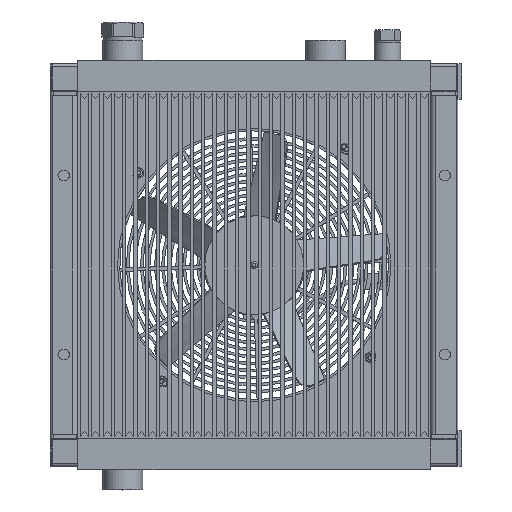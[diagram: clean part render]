
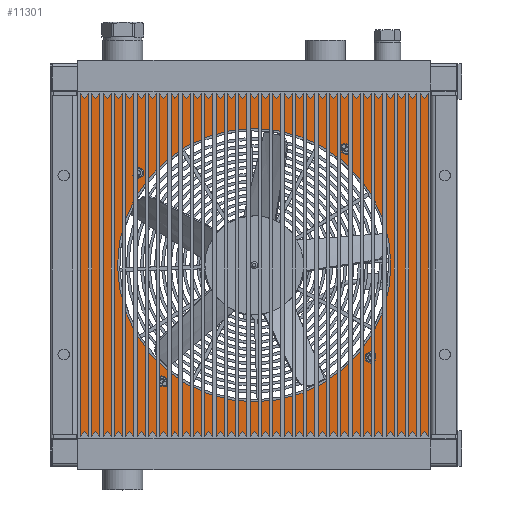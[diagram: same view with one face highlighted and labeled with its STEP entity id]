
A CAD part, top view. The second image highlights one B-rep face of the part: STEP entity #11301.
In plain terms, the highlighted planar face has unit normal (0, 0, 1).
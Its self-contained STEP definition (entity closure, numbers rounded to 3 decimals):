
#6038=CARTESIAN_POINT('',(132.084,-99.72,-91.));
#6039=VERTEX_POINT('',#6038);
#6047=CARTESIAN_POINT('',(136.328,-103.883,-91.));
#6048=VERTEX_POINT('',#6047);
#6049=CARTESIAN_POINT('',(131.478,-104.582,-91.0));
#6050=DIRECTION('',(0.,0.,-1.));
#6051=DIRECTION('',(0.866,0.5,0.));
#6052=AXIS2_PLACEMENT_3D('',#6049,#6050,#6051);
#6053=CIRCLE('',#6052,4.9);
#6054=EDGE_CURVE('',#6048,#6039,#6053,.T.);
#6340=CARTESIAN_POINT('',(134.49,-101.513,-91.));
#6341=DIRECTION('',(0.0,0.0,1.0));
#6342=DIRECTION('',(0.0,1.0,0.0));
#6343=AXIS2_PLACEMENT_3D('',#6340,#6341,#6342);
#6344=CIRCLE('',#6343,3.);
#6345=EDGE_CURVE('',#6048,#6039,#6344,.T.);
#6649=CARTESIAN_POINT('',(99.72,132.084,-91.0));
#6650=VERTEX_POINT('',#6649);
#6658=CARTESIAN_POINT('',(103.883,136.328,-91.0));
#6659=VERTEX_POINT('',#6658);
#6660=CARTESIAN_POINT('',(104.582,131.478,-91.0));
#6661=DIRECTION('',(0.,0.,-1.));
#6662=DIRECTION('',(0.866,-0.5,0.));
#6663=AXIS2_PLACEMENT_3D('',#6660,#6661,#6662);
#6664=CIRCLE('',#6663,4.9);
#6665=EDGE_CURVE('',#6659,#6650,#6664,.T.);
#6951=CARTESIAN_POINT('',(101.513,134.49,-91.));
#6952=DIRECTION('',(0.,0.,1.0));
#6953=DIRECTION('',(-0.008,1.,0.));
#6954=AXIS2_PLACEMENT_3D('',#6951,#6952,#6953);
#6955=CIRCLE('',#6954,3.);
#6956=EDGE_CURVE('',#6659,#6650,#6955,.T.);
#7260=CARTESIAN_POINT('',(-132.084,99.72,-91.0));
#7261=VERTEX_POINT('',#7260);
#7269=CARTESIAN_POINT('',(-136.328,103.883,-91.0));
#7270=VERTEX_POINT('',#7269);
#7271=CARTESIAN_POINT('',(-131.478,104.582,-91.0));
#7272=DIRECTION('',(0.,0.,-1.));
#7273=DIRECTION('',(0.866,0.5,0.));
#7274=AXIS2_PLACEMENT_3D('',#7271,#7272,#7273);
#7275=CIRCLE('',#7274,4.9);
#7276=EDGE_CURVE('',#7270,#7261,#7275,.T.);
#7562=CARTESIAN_POINT('',(-134.49,101.513,-91.));
#7563=DIRECTION('',(0.0,0.0,1.0));
#7564=DIRECTION('',(0.0,1.0,0.0));
#7565=AXIS2_PLACEMENT_3D('',#7562,#7563,#7564);
#7566=CIRCLE('',#7565,3.);
#7567=EDGE_CURVE('',#7270,#7261,#7566,.T.);
#7871=CARTESIAN_POINT('',(-99.72,-132.084,-91.0));
#7872=VERTEX_POINT('',#7871);
#7880=CARTESIAN_POINT('',(-103.883,-136.328,-91.0));
#7881=VERTEX_POINT('',#7880);
#7882=CARTESIAN_POINT('',(-104.582,-131.478,-91.0));
#7883=DIRECTION('',(0.,0.,-1.));
#7884=DIRECTION('',(0.866,0.5,0.));
#7885=AXIS2_PLACEMENT_3D('',#7882,#7883,#7884);
#7886=CIRCLE('',#7885,4.9);
#7887=EDGE_CURVE('',#7881,#7872,#7886,.T.);
#8173=CARTESIAN_POINT('',(-101.513,-134.49,-91.));
#8174=DIRECTION('',(0.0,0.0,1.0));
#8175=DIRECTION('',(0.0,1.0,0.0));
#8176=AXIS2_PLACEMENT_3D('',#8173,#8174,#8175);
#8177=CIRCLE('',#8176,3.);
#8178=EDGE_CURVE('',#7881,#7872,#8177,.T.);
#10205=CARTESIAN_POINT('',(-228.,-225.0,-91.0));
#10206=VERTEX_POINT('',#10205);
#10481=CARTESIAN_POINT('',(228.,225.,-91.0));
#10482=VERTEX_POINT('',#10481);
#10820=CARTESIAN_POINT('',(0.,-155.,-91.0));
#10821=VERTEX_POINT('',#10820);
#10822=CARTESIAN_POINT('',(0.0,0.,-91.));
#10823=DIRECTION('',(0.0,0.0,-1.0));
#10824=DIRECTION('',(0.0,-1.0,0.0));
#10825=AXIS2_PLACEMENT_3D('',#10822,#10823,#10824);
#10826=CIRCLE('',#10825,155.0);
#10827=EDGE_CURVE('',#10821,#10821,#10826,.T.);
#11062=CARTESIAN_POINT('',(228.,-225.,-91.0));
#11063=VERTEX_POINT('',#11062);
#11070=CARTESIAN_POINT('',(-228.,-225.0,-91.0));
#11071=DIRECTION('',(1.0,0.0,0.0));
#11072=VECTOR('',#11071,456.);
#11073=LINE('',#11070,#11072);
#11074=EDGE_CURVE('',#10206,#11063,#11073,.T.);
#11254=CARTESIAN_POINT('',(0.,0.,-91.0));
#11255=DIRECTION('',(0.0,0.0,1.0));
#11256=DIRECTION('',(0.0,-1.0,0.0));
#11257=AXIS2_PLACEMENT_3D('',#11254,#11255,#11256);
#11258=PLANE('',#11257);
#11259=ORIENTED_EDGE('',*,*,#11074,.T.);
#11260=CARTESIAN_POINT('',(228.,-225.,-91.0));
#11261=DIRECTION('',(0.0,1.0,0.0));
#11262=VECTOR('',#11261,450.0);
#11263=LINE('',#11260,#11262);
#11264=EDGE_CURVE('',#11063,#10482,#11263,.T.);
#11265=ORIENTED_EDGE('',*,*,#11264,.T.);
#11266=CARTESIAN_POINT('',(-228.,225.,-91.0));
#11267=VERTEX_POINT('',#11266);
#11268=CARTESIAN_POINT('',(228.,225.,-91.0));
#11269=DIRECTION('',(-1.0,0.0,0.0));
#11270=VECTOR('',#11269,456.);
#11271=LINE('',#11268,#11270);
#11272=EDGE_CURVE('',#10482,#11267,#11271,.T.);
#11273=ORIENTED_EDGE('',*,*,#11272,.T.);
#11274=CARTESIAN_POINT('',(-228.,225.,-91.0));
#11275=DIRECTION('',(0.0,-1.0,0.0));
#11276=VECTOR('',#11275,450.);
#11277=LINE('',#11274,#11276);
#11278=EDGE_CURVE('',#11267,#10206,#11277,.T.);
#11279=ORIENTED_EDGE('',*,*,#11278,.T.);
#11280=EDGE_LOOP('',(#11259,#11265,#11273,#11279));
#11281=FACE_OUTER_BOUND('',#11280,.T.);
#11282=ORIENTED_EDGE('',*,*,#6054,.T.);
#11283=ORIENTED_EDGE('',*,*,#6345,.F.);
#11284=EDGE_LOOP('',(#11282,#11283));
#11285=FACE_BOUND('',#11284,.T.);
#11286=ORIENTED_EDGE('',*,*,#6665,.T.);
#11287=ORIENTED_EDGE('',*,*,#6956,.F.);
#11288=EDGE_LOOP('',(#11286,#11287));
#11289=FACE_BOUND('',#11288,.T.);
#11290=ORIENTED_EDGE('',*,*,#7276,.T.);
#11291=ORIENTED_EDGE('',*,*,#7567,.F.);
#11292=EDGE_LOOP('',(#11290,#11291));
#11293=FACE_BOUND('',#11292,.T.);
#11294=ORIENTED_EDGE('',*,*,#7887,.T.);
#11295=ORIENTED_EDGE('',*,*,#8178,.F.);
#11296=EDGE_LOOP('',(#11294,#11295));
#11297=FACE_BOUND('',#11296,.T.);
#11298=ORIENTED_EDGE('',*,*,#10827,.T.);
#11299=EDGE_LOOP('',(#11298));
#11300=FACE_BOUND('',#11299,.T.);
#11301=ADVANCED_FACE('',(#11281,#11285,#11289,#11293,#11297,#11300),#11258,.T.);
